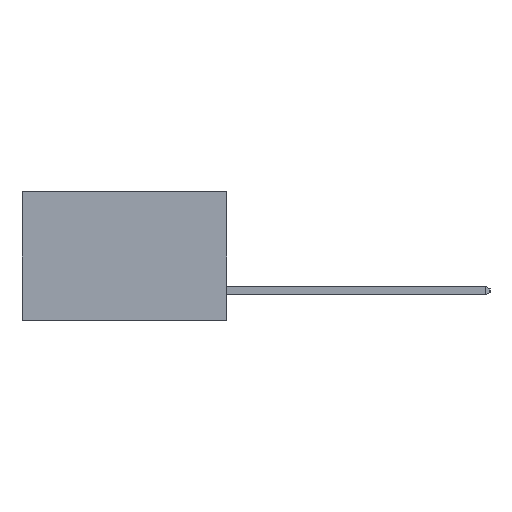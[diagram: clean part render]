
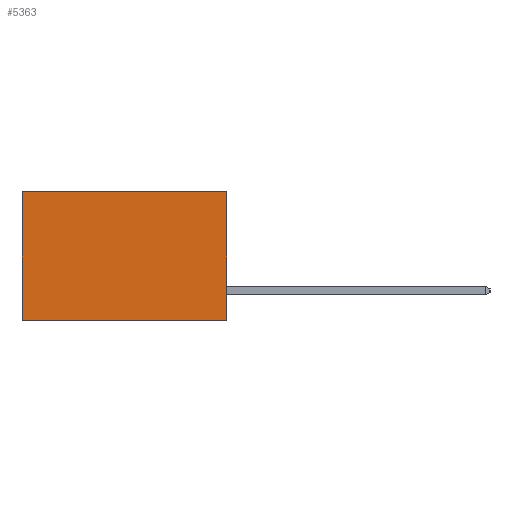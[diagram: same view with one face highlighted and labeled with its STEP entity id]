
A CAD part, left-side view. The second image highlights one B-rep face of the part: STEP entity #5363.
In plain terms, the highlighted planar face has unit normal (-1, 0, 0).
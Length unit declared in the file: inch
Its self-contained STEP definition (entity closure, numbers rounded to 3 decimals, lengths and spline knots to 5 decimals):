
#479 = DIRECTION ( 'NONE',  ( 0., 0., -1. ) ) ;
#488 = DIRECTION ( 'NONE',  ( 1., 0., 0. ) ) ;
#509 = PLANE ( 'NONE',  #4864 ) ;
#518 = CARTESIAN_POINT ( 'NONE',  ( 0.277, 0., -0.37 ) ) ;
#670 = CARTESIAN_POINT ( 'NONE',  ( 0.277, 0., -0.37 ) ) ;
#779 = CARTESIAN_POINT ( 'NONE',  ( 0.277, 0.59, 0. ) ) ;
#933 = VECTOR ( 'NONE', #6410, 39.37008 ) ;
#1789 = EDGE_LOOP ( 'NONE', ( #5377, #6536, #6392, #2529 ) ) ;
#2029 = VERTEX_POINT ( 'NONE', #3502 ) ;
#2186 = EDGE_CURVE ( 'NONE', #7101, #2029, #5338, .T. ) ;
#2529 = ORIENTED_EDGE ( 'NONE', *, *, #2978, .T. ) ;
#2786 = LINE ( 'NONE', #3458, #5712 ) ;
#2886 = DIRECTION ( 'NONE',  ( 0., 1., 0. ) ) ;
#2943 = CARTESIAN_POINT ( 'NONE',  ( 0.277, 0., -0.37 ) ) ;
#2978 = EDGE_CURVE ( 'NONE', #4612, #7101, #2786, .T. ) ;
#3421 = DIRECTION ( 'NONE',  ( 0., 1., 0. ) ) ;
#3458 = CARTESIAN_POINT ( 'NONE',  ( 0.277, 0., 0. ) ) ;
#3499 = CARTESIAN_POINT ( 'NONE',  ( 0.277, 0.59, -0.37 ) ) ;
#3502 = CARTESIAN_POINT ( 'NONE',  ( 0.277, 0.59, -0.37 ) ) ;
#4018 = VERTEX_POINT ( 'NONE', #670 ) ;
#4062 = CARTESIAN_POINT ( 'NONE',  ( 0.277, 0., -0.37 ) ) ;
#4112 = LINE ( 'NONE', #2943, #5683 ) ;
#4612 = VERTEX_POINT ( 'NONE', #4870 ) ;
#4864 = AXIS2_PLACEMENT_3D ( 'NONE', #518, #488, #479 ) ;
#4870 = CARTESIAN_POINT ( 'NONE',  ( 0.277, 0., 0. ) ) ;
#4952 = EDGE_CURVE ( 'NONE', #4018, #2029, #4112, .T. ) ;
#5338 = LINE ( 'NONE', #3499, #6687 ) ;
#5363 = ADVANCED_FACE ( 'NONE', ( #7331 ), #509, .F. ) ;
#5377 = ORIENTED_EDGE ( 'NONE', *, *, #2186, .T. ) ;
#5557 = LINE ( 'NONE', #4062, #933 ) ;
#5683 = VECTOR ( 'NONE', #2886, 39.37008 ) ;
#5712 = VECTOR ( 'NONE', #3421, 39.37008 ) ;
#6392 = ORIENTED_EDGE ( 'NONE', *, *, #6929, .F. ) ;
#6410 = DIRECTION ( 'NONE',  ( 0., 0., -1. ) ) ;
#6536 = ORIENTED_EDGE ( 'NONE', *, *, #4952, .F. ) ;
#6687 = VECTOR ( 'NONE', #6861, 39.37008 ) ;
#6861 = DIRECTION ( 'NONE',  ( 0., 0., -1. ) ) ;
#6929 = EDGE_CURVE ( 'NONE', #4612, #4018, #5557, .T. ) ;
#7101 = VERTEX_POINT ( 'NONE', #779 ) ;
#7331 = FACE_OUTER_BOUND ( 'NONE', #1789, .T. ) ;
